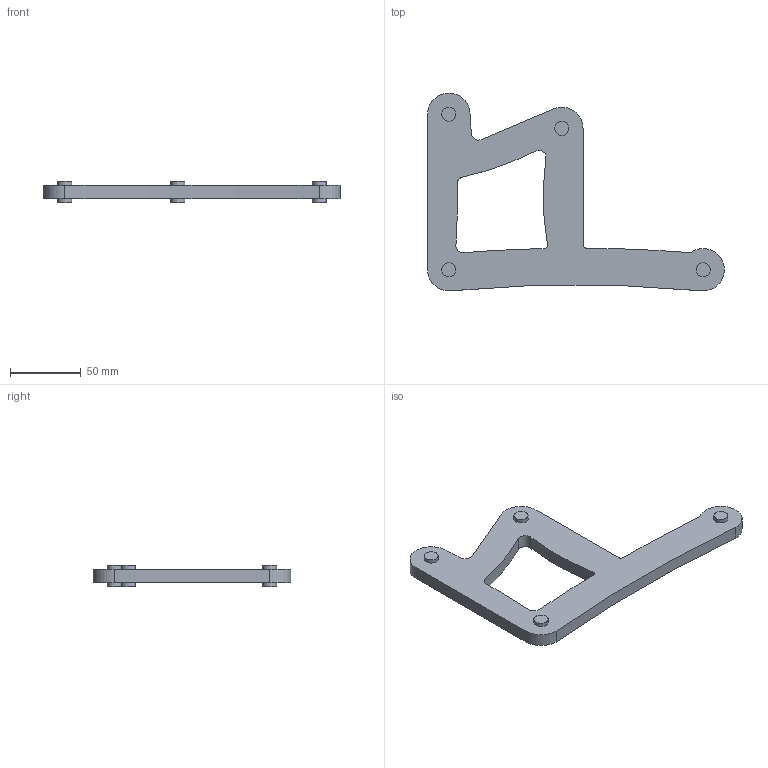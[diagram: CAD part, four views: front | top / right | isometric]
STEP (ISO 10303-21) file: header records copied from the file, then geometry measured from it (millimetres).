
FILE_DESCRIPTION(/* description */ (''),/* implementation_level */ '2;1');
FILE_NAME(/* name */ 'Bracket Assembly MK7.stp',/* time_stamp */ '2021-05-12T23:02:31+12:00',/* author */ ('Jawal'),/* organization */ (''),/* preprocessor_version */ 'ST-DEVELOPER v18.1',/* originating_system */ 'Autodesk Inventor 2021',/* authorisation */ '');
FILE_SCHEMA (('AUTOMOTIVE_DESIGN { 1 0 10303 214 3 1 1 }'));
Products named in the file (3): Bracket Assembly MK7; Pin; Bracket Concept MK7
Assembly tree (5 placements, depth 2):
  Bracket Assembly MK7
    Pin  x4
    Bracket Concept MK7
Bounding box: 210 x 140 x 15 mm (x, y, z)
Volume: 116302.3 mm3; surface area: 36208.2 mm2
Topology: 5 solids, 5 shells, 38 faces, 92 edges, 64 vertices
Faces by surface type: cylinder 25, plane 13
Full cylindrical faces by diameter (mm): 10 x8
Entity records: 1084 total; most frequent: DIRECTION 197, CARTESIAN_POINT 166, ORIENTED_EDGE 154, AXIS2_PLACEMENT_3D 83, EDGE_CURVE 77, VERTEX_POINT 52, CIRCLE 46, EDGE_LOOP 39
